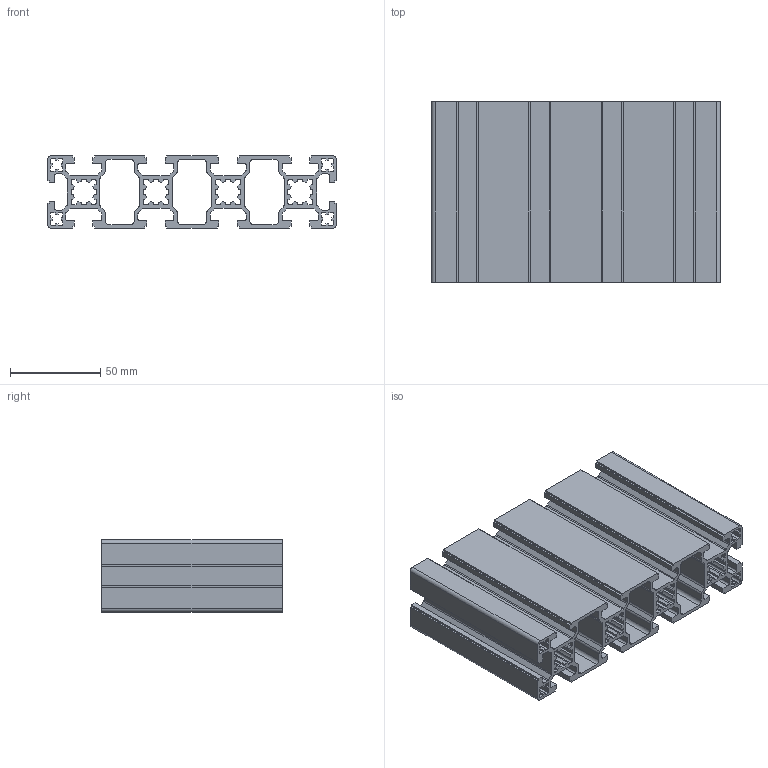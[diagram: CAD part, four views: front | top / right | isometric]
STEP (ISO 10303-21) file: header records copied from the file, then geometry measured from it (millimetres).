
FILE_DESCRIPTION(/* description */ (''),/* implementation_level */ '2;1');
FILE_NAME(/* name */ 'AST04016010.step',/* time_stamp */ '2024-04-29T16:05:45+01:00',/* author */ ('project'),/* organization */ (''),/* preprocessor_version */ 'ST-DEVELOPER v19',/* originating_system */ 'Autodesk Inventor 2023',/* authorisation */ '');
FILE_SCHEMA (('AUTOMOTIVE_DESIGN { 1 0 10303 214 3 1 1 }'));
Length unit declared in the file: metre
Products named in the file (1): AST04016010
Bounding box: 160 x 100 x 40 mm (x, y, z)
Volume: 177049.4 mm3; surface area: 156168.2 mm2
Topology: 1 solids, 1 shells, 558 faces, 1668 edges, 1112 vertices
Faces by surface type: plane 406, cylinder 152
Entity records: 18772 total; most frequent: CARTESIAN_POINT 3339, ORIENTED_EDGE 3336, DIRECTION 3090, EDGE_CURVE 1668, LINE 1364, VECTOR 1364, VERTEX_POINT 1112, AXIS2_PLACEMENT_3D 863
